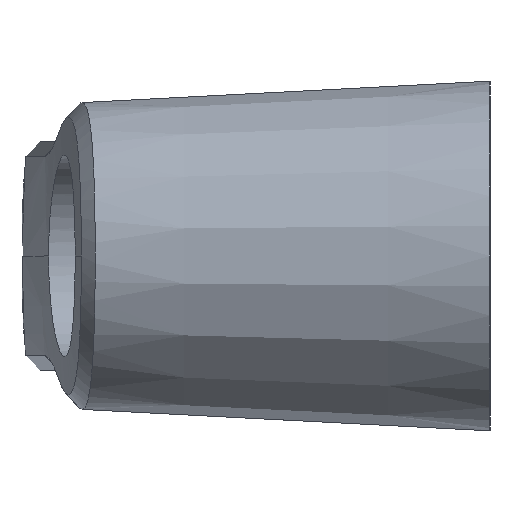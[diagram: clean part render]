
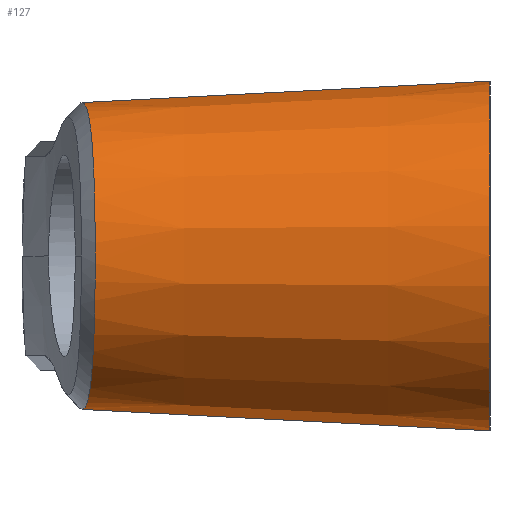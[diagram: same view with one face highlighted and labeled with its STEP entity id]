
A CAD part, left-side view. The second image highlights one B-rep face of the part: STEP entity #127.
In plain terms, the highlighted conical face has half-angle 3 degrees and reference radius 13 mm.
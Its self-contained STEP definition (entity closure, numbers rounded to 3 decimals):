
#127=ADVANCED_FACE('NONE',(#307),#308,.T.);
#307=FACE_OUTER_BOUND('',#545,.T.);
#308=CONICAL_SURFACE('',#546,13.0,0.052);
#545=EDGE_LOOP('',(#1512,#1513,#1514,#1515));
#546=AXIS2_PLACEMENT_3D('',#1516,#1517,#1518);
#1512=ORIENTED_EDGE('',*,*,#2056,.T.);
#1513=ORIENTED_EDGE('',*,*,#2057,.T.);
#1514=ORIENTED_EDGE('',*,*,#2058,.T.);
#1515=ORIENTED_EDGE('',*,*,#2059,.F.);
#1516=CARTESIAN_POINT('',(-47.0,0.0,0.0));
#1517=DIRECTION('',(-0.0,-1.0,0.0));
#1518=DIRECTION('',(0.0,0.0,1.0));
#2056=EDGE_CURVE('NONE',#2368,#2369,#2370,.T.);
#2057=EDGE_CURVE('NONE',#2369,#2371,#2372,.T.);
#2058=EDGE_CURVE('NONE',#2371,#2373,#2374,.T.);
#2059=EDGE_CURVE('NONE',#2368,#2373,#2375,.T.);
#2368=VERTEX_POINT('NONE',#3094);
#2369=VERTEX_POINT('NONE',#3095);
#2370=B_SPLINE_CURVE_WITH_KNOTS('',3,(#3096,#3097,#3098,#3099,#3100,#3101,#3102,#3103,#3104,#3105,#3106,#3107,#3108,#3109,#3110,#3111,#3112,#3113,#3114,#3115,#3116,#3117,#3118,#3119,#3120,#3121,#3122,#3123,#3124,#3125,#3126,#3127,#3128,#3129,#3130,#3131,#3132,#3133,#3134,#3135,#3136,#3137,#3138,#3139,#3140,#3141,#3142,#3143,#3144,#3145,#3146,#3147,#3148,#3149,#3150,#3151,#3152,#3153,#3154,#3155),.UNSPECIFIED.,.F.,.F.,(4,2,1,1,1,1,1,2,2,2,2,2,2,2,2,2,2,2,2,2,1,2,2,2,2,2,2,2,2,1,1,2,2,4),(0.108,0.108,0.108,0.109,0.111,0.114,0.12,0.133,0.158,0.208,0.257,0.307,0.357,0.382,0.395,0.398,0.401,0.407,0.507,0.607,0.613,0.617,0.62,0.632,0.657,0.707,0.807,0.809,0.81,0.813,0.819,0.832,0.857,0.907),.UNSPECIFIED.);
#2371=VERTEX_POINT('NONE',#3156);
#2372=LINE('',#3157,#3158);
#2373=VERTEX_POINT('NONE',#3159);
#2374=CIRCLE('',#3160,13.0);
#2375=LINE('',#3161,#3162);
#3094=CARTESIAN_POINT('',(-47.,30.333,11.41));
#3095=CARTESIAN_POINT('',(-47.,30.337,-11.41));
#3096=CARTESIAN_POINT('',(-47.,30.333,11.41));
#3097=CARTESIAN_POINT('',(-47.004,30.333,11.41));
#3098=CARTESIAN_POINT('',(-47.012,30.332,11.41));
#3099=CARTESIAN_POINT('',(-47.025,30.33,11.41));
#3100=CARTESIAN_POINT('',(-47.043,30.328,11.411));
#3101=CARTESIAN_POINT('',(-47.087,30.323,11.411));
#3102=CARTESIAN_POINT('',(-47.174,30.313,11.41));
#3103=CARTESIAN_POINT('',(-47.348,30.292,11.408));
#3104=CARTESIAN_POINT('',(-47.694,30.252,11.396));
#3105=CARTESIAN_POINT('',(-47.989,30.218,11.375));
#3106=CARTESIAN_POINT('',(-48.574,30.153,11.318));
#3107=CARTESIAN_POINT('',(-48.959,30.111,11.259));
#3108=CARTESIAN_POINT('',(-50.094,29.992,11.028));
#3109=CARTESIAN_POINT('',(-50.822,29.921,10.8));
#3110=CARTESIAN_POINT('',(-52.197,29.794,10.217));
#3111=CARTESIAN_POINT('',(-52.845,29.738,9.862));
#3112=CARTESIAN_POINT('',(-54.034,29.642,9.058));
#3113=CARTESIAN_POINT('',(-54.605,29.6,8.591));
#3114=CARTESIAN_POINT('',(-55.666,29.525,7.526));
#3115=CARTESIAN_POINT('',(-56.155,29.493,6.928));
#3116=CARTESIAN_POINT('',(-56.802,29.452,5.944));
#3117=CARTESIAN_POINT('',(-57.003,29.44,5.601));
#3118=CARTESIAN_POINT('',(-57.279,29.424,5.067));
#3119=CARTESIAN_POINT('',(-57.367,29.419,4.885));
#3120=CARTESIAN_POINT('',(-57.471,29.413,4.655));
#3121=CARTESIAN_POINT('',(-57.491,29.412,4.608));
#3122=CARTESIAN_POINT('',(-57.532,29.409,4.515));
#3123=CARTESIAN_POINT('',(-57.551,29.408,4.471));
#3124=CARTESIAN_POINT('',(-57.607,29.405,4.338));
#3125=CARTESIAN_POINT('',(-57.643,29.403,4.249));
#3126=CARTESIAN_POINT('',(-58.238,29.37,2.726));
#3127=CARTESIAN_POINT('',(-58.502,29.355,1.183));
#3128=CARTESIAN_POINT('',(-58.41,29.36,-1.875));
#3129=CARTESIAN_POINT('',(-58.053,29.379,-3.388));
#3130=CARTESIAN_POINT('',(-57.379,29.418,-4.856));
#3131=CARTESIAN_POINT('',(-57.318,29.422,-4.985));
#3132=CARTESIAN_POINT('',(-57.254,29.425,-5.112));
#3133=CARTESIAN_POINT('',(-57.211,29.428,-5.197));
#3134=CARTESIAN_POINT('',(-57.188,29.429,-5.242));
#3135=CARTESIAN_POINT('',(-57.072,29.436,-5.464));
#3136=CARTESIAN_POINT('',(-56.975,29.442,-5.64));
#3137=CARTESIAN_POINT('',(-56.67,29.46,-6.155));
#3138=CARTESIAN_POINT('',(-56.451,29.474,-6.486));
#3139=CARTESIAN_POINT('',(-55.747,29.52,-7.435));
#3140=CARTESIAN_POINT('',(-55.219,29.556,-8.01));
#3141=CARTESIAN_POINT('',(-53.505,29.683,-9.54));
#3142=CARTESIAN_POINT('',(-52.191,29.791,-10.295));
#3143=CARTESIAN_POINT('',(-50.807,29.924,-10.779));
#3144=CARTESIAN_POINT('',(-50.786,29.926,-10.787));
#3145=CARTESIAN_POINT('',(-50.743,29.93,-10.801));
#3146=CARTESIAN_POINT('',(-50.73,29.931,-10.806));
#3147=CARTESIAN_POINT('',(-50.683,29.936,-10.822));
#3148=CARTESIAN_POINT('',(-50.587,29.945,-10.854));
#3149=CARTESIAN_POINT('',(-50.357,29.968,-10.927));
#3150=CARTESIAN_POINT('',(-50.151,29.989,-10.986));
#3151=CARTESIAN_POINT('',(-49.726,30.033,-11.1));
#3152=CARTESIAN_POINT('',(-49.425,30.065,-11.169));
#3153=CARTESIAN_POINT('',(-48.471,30.169,-11.342));
#3154=CARTESIAN_POINT('',(-47.765,30.25,-11.415));
#3155=CARTESIAN_POINT('',(-47.,30.337,-11.41));
#3156=CARTESIAN_POINT('',(-47.0,0.0,-13.0));
#3157=CARTESIAN_POINT('',(-47.0,0.0,-13.0));
#3158=VECTOR('',#3967,1000.0);
#3159=CARTESIAN_POINT('',(-47.0,0.0,13.0));
#3160=AXIS2_PLACEMENT_3D('',#3968,#3969,#3970);
#3161=CARTESIAN_POINT('',(-47.0,0.0,13.0));
#3162=VECTOR('',#3971,1000.0);
#3967=DIRECTION('',(0.,-0.999,-0.052));
#3968=CARTESIAN_POINT('',(-47.0,0.0,0.0));
#3969=DIRECTION('',(0.0,1.0,0.0));
#3970=DIRECTION('',(0.0,0.0,1.0));
#3971=DIRECTION('',(0.0,-0.999,0.052));
